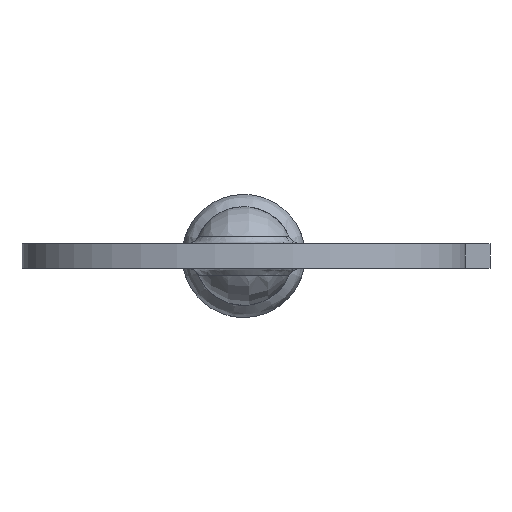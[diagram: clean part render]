
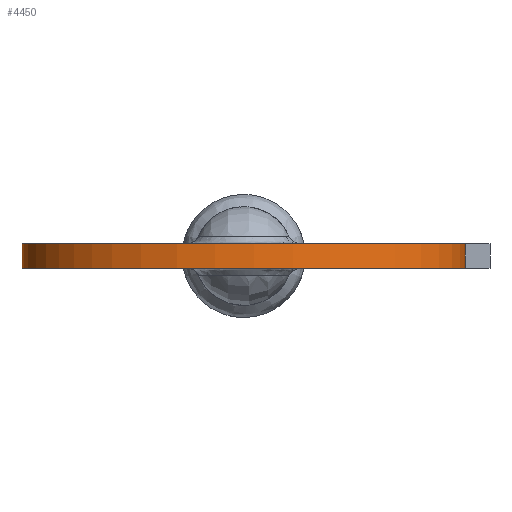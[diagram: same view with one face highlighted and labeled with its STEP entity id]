
A CAD part, left-side view. The second image highlights one B-rep face of the part: STEP entity #4450.
In plain terms, the highlighted free-form (B-spline) face has degree [11, 1] with [12, 2] control points.
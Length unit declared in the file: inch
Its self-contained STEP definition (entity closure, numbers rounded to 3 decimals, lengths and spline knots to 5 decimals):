
#4375=CARTESIAN_POINT('#4375',(0.625,-0.9,0.05));
#4376=VERTEX_POINT('',#4375);
#4377=CARTESIAN_POINT('#4377',(0.625,0.9,0.05));
#4378=VERTEX_POINT('',#4377);
#4379=CARTESIAN_POINT('#4379',(0.625,0.9,-0.05));
#4380=VERTEX_POINT('',#4379);
#4381=CARTESIAN_POINT('#4381',(0.625,-0.9,-0.05));
#4382=VERTEX_POINT('',#4381);
#4383=CARTESIAN_POINT('#4383',(0.625,0.9,0.05));
#4384=CARTESIAN_POINT('#4384',(0.4465,0.9,0.05));
#4385=CARTESIAN_POINT('#4385',(0.268,0.81925,0.05));
#4386=CARTESIAN_POINT('#4386',(0.10908,0.65775,0.05));
#4387=CARTESIAN_POINT('#4387',(-0.0107,0.42656,0.05));
#4388=CARTESIAN_POINT('#4388',(-0.0752,0.14783,0.05));
#4389=CARTESIAN_POINT('#4389',(-0.0752,-0.14783,0.05));
#4390=CARTESIAN_POINT('#4390',(-0.0107,-0.42656,0.05));
#4391=CARTESIAN_POINT('#4391',(0.10908,-0.65775,0.05));
#4392=CARTESIAN_POINT('#4392',(0.268,-0.81925,0.05));
#4393=CARTESIAN_POINT('#4393',(0.4465,-0.9,0.05));
#4394=CARTESIAN_POINT('#4394',(0.625,-0.9,0.05));
#4395=B_SPLINE_CURVE_WITH_KNOTS('',11,(#4383,#4384,#4385,#4386,#4387,
#4388,#4389,#4390,#4391,#4392,#4393,#4394),.UNSPECIFIED.,.F.,.F.,(12,12)
,(0.0,1.0),.UNSPECIFIED.);
#4396=CARTESIAN_POINT('#4396',(0.625,0.9,0.05));
#4397=CARTESIAN_POINT('#4397',(0.625,0.9,-0.05));
#4398=B_SPLINE_CURVE_WITH_KNOTS('',1,(#4396,#4397),.UNSPECIFIED.,.F.,.F.
,(2,2),(0.0,0.05),.UNSPECIFIED.);
#4399=CARTESIAN_POINT('#4399',(0.625,0.9,-0.05));
#4400=CARTESIAN_POINT('#4400',(0.4465,0.9,-0.05));
#4401=CARTESIAN_POINT('#4401',(0.268,0.81925,-0.05));
#4402=CARTESIAN_POINT('#4402',(0.10908,0.65775,-0.05));
#4403=CARTESIAN_POINT('#4403',(-0.0107,0.42656,-0.05));
#4404=CARTESIAN_POINT('#4404',(-0.0752,0.14783,-0.05));
#4405=CARTESIAN_POINT('#4405',(-0.0752,-0.14783,-0.05));
#4406=CARTESIAN_POINT('#4406',(-0.0107,-0.42656,-0.05));
#4407=CARTESIAN_POINT('#4407',(0.10908,-0.65775,-0.05));
#4408=CARTESIAN_POINT('#4408',(0.268,-0.81925,-0.05));
#4409=CARTESIAN_POINT('#4409',(0.4465,-0.9,-0.05));
#4410=CARTESIAN_POINT('#4410',(0.625,-0.9,-0.05));
#4411=B_SPLINE_CURVE_WITH_KNOTS('',11,(#4399,#4400,#4401,#4402,#4403,
#4404,#4405,#4406,#4407,#4408,#4409,#4410),.UNSPECIFIED.,.F.,.F.,(12,12)
,(0.0,1.0),.UNSPECIFIED.);
#4412=CARTESIAN_POINT('#4412',(0.625,-0.9,0.05));
#4413=CARTESIAN_POINT('#4413',(0.625,-0.9,-0.05));
#4414=B_SPLINE_CURVE_WITH_KNOTS('',1,(#4412,#4413),.UNSPECIFIED.,.F.,.F.
,(2,2),(0.0,0.05),.UNSPECIFIED.);
#4415=EDGE_CURVE('',#4378,#4376,#4395,.T.);
#4416=EDGE_CURVE('',#4378,#4380,#4398,.T.);
#4417=EDGE_CURVE('',#4380,#4382,#4411,.T.);
#4418=EDGE_CURVE('',#4376,#4382,#4414,.T.);
#4419=ORIENTED_EDGE('#4419',*,*,#4415,.F.);
#4420=ORIENTED_EDGE('#4420',*,*,#4416,.T.);
#4421=ORIENTED_EDGE('#4421',*,*,#4417,.T.);
#4422=ORIENTED_EDGE('#4422',*,*,#4418,.F.);
#4423=EDGE_LOOP('#4423',(#4419,#4420,#4421,#4422));
#4424=FACE_OUTER_BOUND('#4424',#4423,.T.);
#4425=CARTESIAN_POINT('#4425',(0.625,-0.9,1.0));
#4426=CARTESIAN_POINT('#4426',(0.625,-0.9,-1.));
#4427=CARTESIAN_POINT('#4427',(0.4465,-0.9,1.0));
#4428=CARTESIAN_POINT('#4428',(0.4465,-0.9,-1.));
#4429=CARTESIAN_POINT('#4429',(0.268,-0.81925,1.0));
#4430=CARTESIAN_POINT('#4430',(0.268,-0.81925,-1.));
#4431=CARTESIAN_POINT('#4431',(0.10908,-0.65775,1.0));
#4432=CARTESIAN_POINT('#4432',(0.10908,-0.65775,-1.));
#4433=CARTESIAN_POINT('#4433',(-0.0107,-0.42656,1.0));
#4434=CARTESIAN_POINT('#4434',(-0.0107,-0.42656,-1.));
#4435=CARTESIAN_POINT('#4435',(-0.0752,-0.14783,1.0));
#4436=CARTESIAN_POINT('#4436',(-0.0752,-0.14783,-1.));
#4437=CARTESIAN_POINT('#4437',(-0.0752,0.14783,1.0));
#4438=CARTESIAN_POINT('#4438',(-0.0752,0.14783,-1.));
#4439=CARTESIAN_POINT('#4439',(-0.0107,0.42656,1.0));
#4440=CARTESIAN_POINT('#4440',(-0.0107,0.42656,-1.));
#4441=CARTESIAN_POINT('#4441',(0.10908,0.65775,1.0));
#4442=CARTESIAN_POINT('#4442',(0.10908,0.65775,-1.));
#4443=CARTESIAN_POINT('#4443',(0.268,0.81925,1.0));
#4444=CARTESIAN_POINT('#4444',(0.268,0.81925,-1.));
#4445=CARTESIAN_POINT('#4445',(0.4465,0.9,1.0));
#4446=CARTESIAN_POINT('#4446',(0.4465,0.9,-1.));
#4447=CARTESIAN_POINT('#4447',(0.625,0.9,1.0));
#4448=CARTESIAN_POINT('#4448',(0.625,0.9,-1.));
#4449=B_SPLINE_SURFACE_WITH_KNOTS('',11,1,((#4425,#4426),(#4427,#4428),(
#4429,#4430),(#4431,#4432),(#4433,#4434),(#4435,#4436),(#4437,#4438),(
#4439,#4440),(#4441,#4442),(#4443,#4444),(#4445,#4446),(#4447,#4448)),
.UNSPECIFIED.,.F.,.F.,.F.,(12,12),(2,2),(0.0,1.0),(0.0,1.0),
.UNSPECIFIED.);
#4450=ADVANCED_FACE('',(#4424),#4449,.T.);
